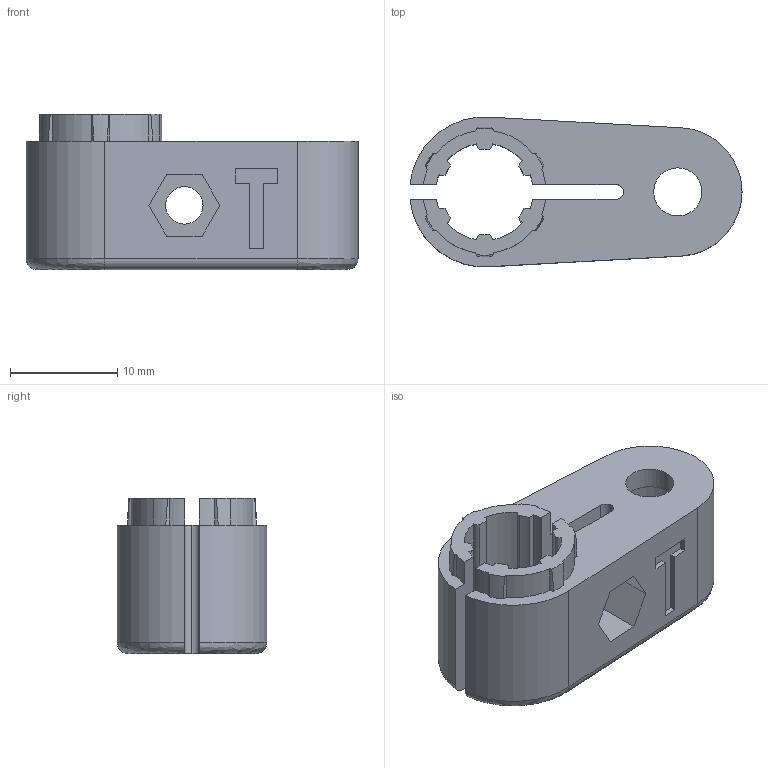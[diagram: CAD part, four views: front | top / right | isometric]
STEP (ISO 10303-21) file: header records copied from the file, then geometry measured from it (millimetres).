
FILE_DESCRIPTION (( 'STEP AP214' ), '1' );
FILE_NAME ('suporte_PLA_Eixo_Z.step', '2016-04-29T10:40:39', ( '' ), ( '' ), 'SwSTEP 2.0', 'SolidWorks 2016', '' );
FILE_SCHEMA (( 'AUTOMOTIVE_DESIGN' ));
Length unit declared in the file: millimetre
Products named in the file (1): suporte_PLA_Eixo_Z
Bounding box: 31.02 x 13.98 x 14.5 mm (x, y, z)
Volume: 2656.2 mm3; surface area: 2718.7 mm2
Topology: 1 solids, 1 shells, 117 faces, 325 edges, 215 vertices
Faces by surface type: cylinder 64, plane 37, cone 12, bspline 4
Entity records: 5239 total; most frequent: CARTESIAN_POINT 846, DIRECTION 666, ORIENTED_EDGE 650, EDGE_CURVE 325, AXIS2_PLACEMENT_3D 259, VERTEX_POINT 215, LINE 148, VECTOR 148
